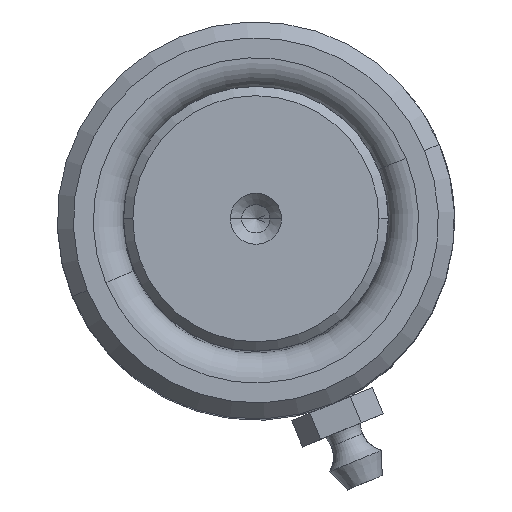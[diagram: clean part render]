
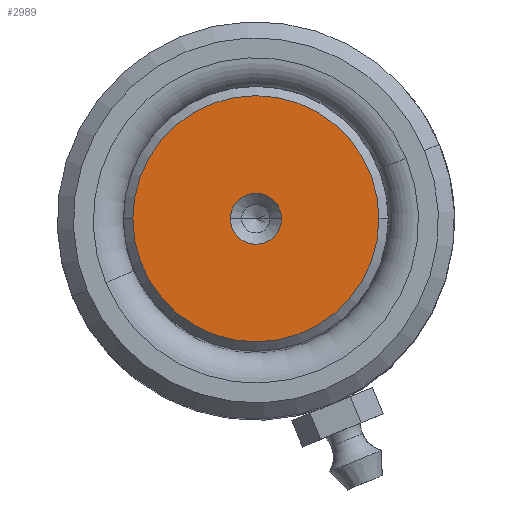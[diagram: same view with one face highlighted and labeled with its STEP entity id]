
A CAD part, top view. The second image highlights one B-rep face of the part: STEP entity #2989.
In plain terms, the highlighted planar face has unit normal (0, 0, 1).
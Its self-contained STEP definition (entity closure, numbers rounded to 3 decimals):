
#157 = FACE_OUTER_BOUND ( 'NONE', #5016, .T. ) ;
#179 = PLANE ( 'NONE',  #3076 ) ;
#505 = DIRECTION ( 'NONE',  ( 0., 0., 1. ) ) ;
#555 = AXIS2_PLACEMENT_3D ( 'NONE', #6651, #7259, #3700 ) ;
#649 = CIRCLE ( 'NONE', #555, 2.7 ) ;
#678 = DIRECTION ( 'NONE',  ( 0., 0., 1. ) ) ;
#697 = EDGE_CURVE ( 'NONE', #1559, #2192, #649, .T. ) ;
#738 = VERTEX_POINT ( 'NONE', #3192 ) ;
#793 = DIRECTION ( 'NONE',  ( 1., 0., 0. ) ) ;
#862 = CIRCLE ( 'NONE', #6313, 2.7 ) ;
#971 = EDGE_CURVE ( 'NONE', #2542, #738, #1814, .T. ) ;
#1007 = ORIENTED_EDGE ( 'NONE', *, *, #7546, .F. ) ;
#1559 = VERTEX_POINT ( 'NONE', #7332 ) ;
#1814 = CIRCLE ( 'NONE', #3369, 13.012 ) ;
#2036 = DIRECTION ( 'NONE',  ( 0., 0., 1. ) ) ;
#2192 = VERTEX_POINT ( 'NONE', #6427 ) ;
#2542 = VERTEX_POINT ( 'NONE', #2557 ) ;
#2557 = CARTESIAN_POINT ( 'NONE',  ( -13.012, 0., 180. ) ) ;
#2840 = AXIS2_PLACEMENT_3D ( 'NONE', #7503, #505, #4597 ) ;
#2989 = ADVANCED_FACE ( 'NONE', ( #5835, #157 ), #179, .T. ) ;
#3076 = AXIS2_PLACEMENT_3D ( 'NONE', #7244, #3692, #793 ) ;
#3192 = CARTESIAN_POINT ( 'NONE',  ( 13.012, 0., 180. ) ) ;
#3198 = EDGE_LOOP ( 'NONE', ( #1007, #5550 ) ) ;
#3369 = AXIS2_PLACEMENT_3D ( 'NONE', #7396, #2036, #6140 ) ;
#3561 = CARTESIAN_POINT ( 'NONE',  ( 0., 0., 180. ) ) ;
#3692 = DIRECTION ( 'NONE',  ( 0., 0., 1. ) ) ;
#3700 = DIRECTION ( 'NONE',  ( 1., 0., 0. ) ) ;
#4124 = ORIENTED_EDGE ( 'NONE', *, *, #5992, .T. ) ;
#4597 = DIRECTION ( 'NONE',  ( 1., 0., 0. ) ) ;
#4872 = CIRCLE ( 'NONE', #2840, 13.012 ) ;
#5016 = EDGE_LOOP ( 'NONE', ( #6155, #4124 ) ) ;
#5550 = ORIENTED_EDGE ( 'NONE', *, *, #697, .F. ) ;
#5835 = FACE_BOUND ( 'NONE', #3198, .T. ) ;
#5871 = DIRECTION ( 'NONE',  ( 1., 0., 0. ) ) ;
#5992 = EDGE_CURVE ( 'NONE', #738, #2542, #4872, .T. ) ;
#6140 = DIRECTION ( 'NONE',  ( 1., 0., 0. ) ) ;
#6155 = ORIENTED_EDGE ( 'NONE', *, *, #971, .T. ) ;
#6313 = AXIS2_PLACEMENT_3D ( 'NONE', #3561, #678, #5871 ) ;
#6427 = CARTESIAN_POINT ( 'NONE',  ( 2.7, 0., 180. ) ) ;
#6651 = CARTESIAN_POINT ( 'NONE',  ( 0., 0., 180. ) ) ;
#7244 = CARTESIAN_POINT ( 'NONE',  ( 0., 0., 180. ) ) ;
#7259 = DIRECTION ( 'NONE',  ( 0., 0., 1. ) ) ;
#7332 = CARTESIAN_POINT ( 'NONE',  ( -2.7, 0., 180. ) ) ;
#7396 = CARTESIAN_POINT ( 'NONE',  ( 0., 0., 180. ) ) ;
#7503 = CARTESIAN_POINT ( 'NONE',  ( 0., 0., 180. ) ) ;
#7546 = EDGE_CURVE ( 'NONE', #2192, #1559, #862, .T. ) ;
